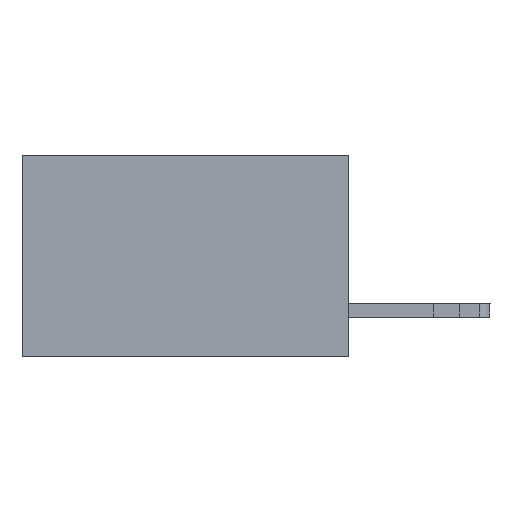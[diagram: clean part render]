
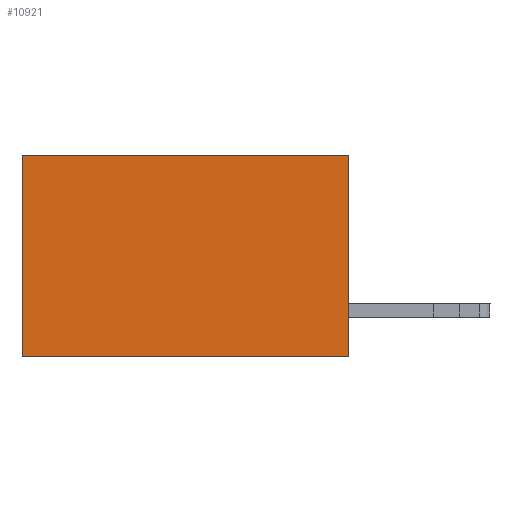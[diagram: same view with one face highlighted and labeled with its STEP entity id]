
A CAD part, left-side view. The second image highlights one B-rep face of the part: STEP entity #10921.
In plain terms, the highlighted planar face has unit normal (-1, 0, 0).
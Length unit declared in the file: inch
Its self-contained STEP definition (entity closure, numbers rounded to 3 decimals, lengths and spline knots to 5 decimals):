
#214 = VECTOR ( 'NONE', #7648, 39.37008 ) ;
#459 = ORIENTED_EDGE ( 'NONE', *, *, #1421, .F. ) ;
#1421 = EDGE_CURVE ( 'NONE', #16133, #12532, #3558, .T. ) ;
#1480 = VERTEX_POINT ( 'NONE', #5474 ) ;
#1723 = LINE ( 'NONE', #15286, #11595 ) ;
#1773 = VECTOR ( 'NONE', #12165, 39.37008 ) ;
#2442 = LINE ( 'NONE', #16114, #5189 ) ;
#2782 = EDGE_CURVE ( 'NONE', #12532, #1480, #2442, .T. ) ;
#3558 = LINE ( 'NONE', #10178, #214 ) ;
#3956 = FACE_OUTER_BOUND ( 'NONE', #13926, .T. ) ;
#4742 = CARTESIAN_POINT ( 'NONE',  ( 0.298, 0., -0.37 ) ) ;
#5100 = LINE ( 'NONE', #11305, #1773 ) ;
#5189 = VECTOR ( 'NONE', #8609, 39.37008 ) ;
#5474 = CARTESIAN_POINT ( 'NONE',  ( 0.298, 0.6, -0.37 ) ) ;
#5864 = EDGE_CURVE ( 'NONE', #9033, #1480, #5100, .T. ) ;
#6585 = PLANE ( 'NONE',  #10037 ) ;
#7124 = ORIENTED_EDGE ( 'NONE', *, *, #2782, .F. ) ;
#7648 = DIRECTION ( 'NONE',  ( 0., 0., -1. ) ) ;
#7891 = DIRECTION ( 'NONE',  ( 0., 0., -1. ) ) ;
#8146 = CARTESIAN_POINT ( 'NONE',  ( 0.298, 0., 0. ) ) ;
#8609 = DIRECTION ( 'NONE',  ( 0., 1., 0. ) ) ;
#9033 = VERTEX_POINT ( 'NONE', #10272 ) ;
#9129 = DIRECTION ( 'NONE',  ( 1., 0., 0. ) ) ;
#9877 = ORIENTED_EDGE ( 'NONE', *, *, #5864, .T. ) ;
#10037 = AXIS2_PLACEMENT_3D ( 'NONE', #10304, #9129, #7891 ) ;
#10178 = CARTESIAN_POINT ( 'NONE',  ( 0.298, 0., 0. ) ) ;
#10272 = CARTESIAN_POINT ( 'NONE',  ( 0.298, 0.6, 0. ) ) ;
#10304 = CARTESIAN_POINT ( 'NONE',  ( 0.298, 0., 0. ) ) ;
#10921 = ADVANCED_FACE ( 'NONE', ( #3956 ), #6585, .F. ) ;
#11305 = CARTESIAN_POINT ( 'NONE',  ( 0.298, 0.6, 0. ) ) ;
#11595 = VECTOR ( 'NONE', #12657, 39.37008 ) ;
#12165 = DIRECTION ( 'NONE',  ( 0., 0., -1. ) ) ;
#12532 = VERTEX_POINT ( 'NONE', #4742 ) ;
#12657 = DIRECTION ( 'NONE',  ( 0., 1., 0. ) ) ;
#13322 = EDGE_CURVE ( 'NONE', #16133, #9033, #1723, .T. ) ;
#13926 = EDGE_LOOP ( 'NONE', ( #9877, #7124, #459, #13945 ) ) ;
#13945 = ORIENTED_EDGE ( 'NONE', *, *, #13322, .T. ) ;
#15286 = CARTESIAN_POINT ( 'NONE',  ( 0.298, 0., 0. ) ) ;
#16114 = CARTESIAN_POINT ( 'NONE',  ( 0.298, 0., -0.37 ) ) ;
#16133 = VERTEX_POINT ( 'NONE', #8146 ) ;
